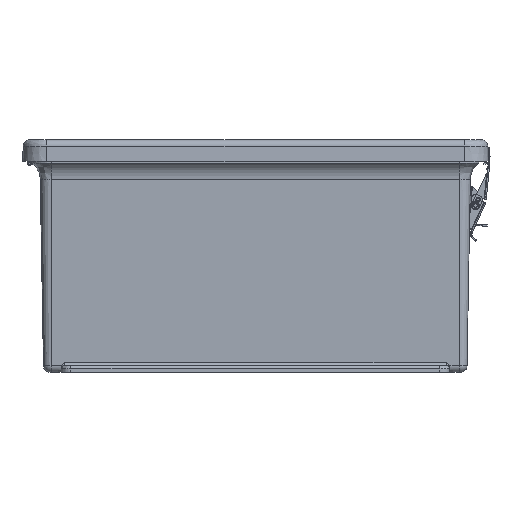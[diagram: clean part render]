
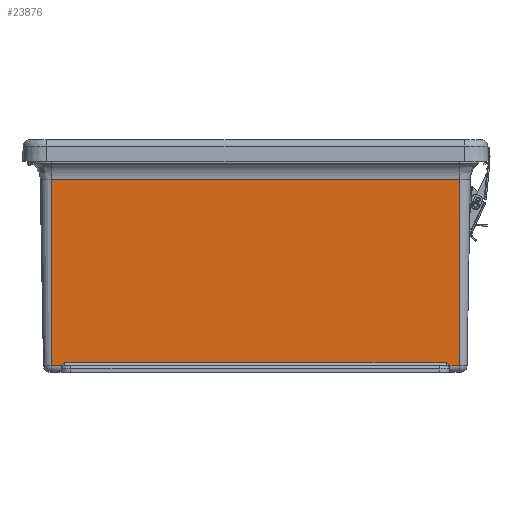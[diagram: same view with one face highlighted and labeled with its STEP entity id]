
A CAD part, front view. The second image highlights one B-rep face of the part: STEP entity #23876.
In plain terms, the highlighted planar face has unit normal (0, -1, -0.018).
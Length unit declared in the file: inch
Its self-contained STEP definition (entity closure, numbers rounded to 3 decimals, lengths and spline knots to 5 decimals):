
#259 = EDGE_LOOP ( 'NONE', ( #36943, #39270, #5767, #4151, #49947, #2422, #35667, #7591 ) ) ;
#1486 = DIRECTION ( 'NONE',  ( 1., 0., 0. ) ) ;
#2422 = ORIENTED_EDGE ( 'NONE', *, *, #30615, .F. ) ;
#3691 = CARTESIAN_POINT ( 'NONE',  ( -7.30371, -10.04364, -8.24232 ) ) ;
#3726 = DIRECTION ( 'NONE',  ( -1., 0., 0. ) ) ;
#3891 = CARTESIAN_POINT ( 'NONE',  ( -7.29702, -10.04377, -8.23466 ) ) ;
#3939 = PLANE ( 'NONE',  #56084 ) ;
#4089 = CARTESIAN_POINT ( 'NONE',  ( -7.3486, -10.04253, -8.30562 ) ) ;
#4151 = ORIENTED_EDGE ( 'NONE', *, *, #59188, .T. ) ;
#4344 = B_SPLINE_CURVE_WITH_KNOTS ( 'NONE', 3,
 ( #55160, #4089, #36226, #60243, #13724, #46049, #59842, #40931, #31939, #26847, #12953, #3691, #3891, #36812, #8641, #46434, #59462, #31560, #41501, #45639, #41309, #13341, #18053, #56567 ),
 .UNSPECIFIED., .F., .F.,
 ( 4, 1, 1, 1, 1, 1, 1, 2, 2, 1, 1, 1, 1, 1, 1, 2, 2, 4 ),
 ( 0., 0.25, 0.375, 0.4375, 0.46875, 0.48438, 0.49219, 0.49609, 0.5, 0.625, 0.6875, 0.71875, 0.73438, 0.74219, 0.74609, 0.74805, 0.75, 1. ),
 .UNSPECIFIED. ) ;
#4454 = CARTESIAN_POINT ( 'NONE',  ( 7.24939, -10.04463, -8.18532 ) ) ;
#5767 = ORIENTED_EDGE ( 'NONE', *, *, #37566, .F. ) ;
#6155 = LINE ( 'NONE', #34144, #34663 ) ;
#6601 = CARTESIAN_POINT ( 'NONE',  ( 7.74998, -10.16606, -1.22854 ) ) ;
#7591 = ORIENTED_EDGE ( 'NONE', *, *, #46088, .T. ) ;
#8006 = CARTESIAN_POINT ( 'NONE',  ( 7.27829, -10.04412, -8.2146 ) ) ;
#8493 = CARTESIAN_POINT ( 'NONE',  ( -7.74998, -10.04234, -8.31686 ) ) ;
#8592 = CARTESIAN_POINT ( 'NONE',  ( 7.32786, -10.04314, -8.27114 ) ) ;
#8641 = CARTESIAN_POINT ( 'NONE',  ( -7.2835, -10.04403, -8.22006 ) ) ;
#9467 = DIRECTION ( 'NONE',  ( -1., 0., 0. ) ) ;
#11655 = CARTESIAN_POINT ( 'NONE',  ( -7.35394, -10.04234, -8.31686 ) ) ;
#12513 = CARTESIAN_POINT ( 'NONE',  ( 7.29215, -10.04387, -8.22928 ) ) ;
#12770 = VERTEX_POINT ( 'NONE', #30784 ) ;
#12953 = CARTESIAN_POINT ( 'NONE',  ( -7.30789, -10.04355, -8.24732 ) ) ;
#12975 = EDGE_CURVE ( 'NONE', #49440, #23913, #46421, .T. ) ;
#13098 = CARTESIAN_POINT ( 'NONE',  ( 7.3003, -10.04371, -8.23845 ) ) ;
#13341 = CARTESIAN_POINT ( 'NONE',  ( -7.27236, -10.04423, -8.20842 ) ) ;
#13724 = CARTESIAN_POINT ( 'NONE',  ( -7.3163, -10.04337, -8.25762 ) ) ;
#14067 = VERTEX_POINT ( 'NONE', #23579 ) ;
#16579 = CARTESIAN_POINT ( 'NONE',  ( 7.27238, -10.04423, -8.2085 ) ) ;
#18053 = CARTESIAN_POINT ( 'NONE',  ( -7.26261, -10.0444, -8.19854 ) ) ;
#19613 = DIRECTION ( 'NONE',  ( 0., -0.017, 1. ) ) ;
#21300 = CARTESIAN_POINT ( 'NONE',  ( 7.27794, -10.04413, -8.21423 ) ) ;
#21707 = CARTESIAN_POINT ( 'NONE',  ( 7.27855, -10.04412, -8.21487 ) ) ;
#22119 = CARTESIAN_POINT ( 'NONE',  ( 7.34325, -10.04273, -8.29437 ) ) ;
#23579 = CARTESIAN_POINT ( 'NONE',  ( -7.74998, -10.16606, -1.22854 ) ) ;
#23876 = ADVANCED_FACE ( 'NONE', ( #26838 ), #3939, .T. ) ;
#23913 = VERTEX_POINT ( 'NONE', #8493 ) ;
#24035 = CARTESIAN_POINT ( 'NONE',  ( -7.74998, -10.04463, -8.18532 ) ) ;
#26087 = CARTESIAN_POINT ( 'NONE',  ( 7.74998, -10.18745, -0.00327 ) ) ;
#26387 = CARTESIAN_POINT ( 'NONE',  ( 7.26461, -10.04437, -8.20058 ) ) ;
#26799 = CARTESIAN_POINT ( 'NONE',  ( 7.30687, -10.04357, -8.2461 ) ) ;
#26838 = FACE_OUTER_BOUND ( 'NONE', #259, .T. ) ;
#26847 = CARTESIAN_POINT ( 'NONE',  ( -7.30808, -10.04355, -8.24754 ) ) ;
#26880 = VERTEX_POINT ( 'NONE', #44663 ) ;
#26993 = CARTESIAN_POINT ( 'NONE',  ( 7.30597, -10.04359, -8.24503 ) ) ;
#27343 = VECTOR ( 'NONE', #35655, 39.37008 ) ;
#27669 = EDGE_CURVE ( 'NONE', #57484, #12770, #50207, .T. ) ;
#28801 = LINE ( 'NONE', #26087, #27343 ) ;
#30615 = EDGE_CURVE ( 'NONE', #23913, #14067, #39849, .T. ) ;
#30784 = CARTESIAN_POINT ( 'NONE',  ( 7.35394, -10.04234, -8.31686 ) ) ;
#31560 = CARTESIAN_POINT ( 'NONE',  ( -7.27926, -10.0441, -8.21561 ) ) ;
#31939 = CARTESIAN_POINT ( 'NONE',  ( -7.30839, -10.04354, -8.24792 ) ) ;
#34144 = CARTESIAN_POINT ( 'NONE',  ( -7.74998, -10.16606, -1.22854 ) ) ;
#34663 = VECTOR ( 'NONE', #52684, 39.37008 ) ;
#35655 = DIRECTION ( 'NONE',  ( 0., -0.017, 1. ) ) ;
#35667 = ORIENTED_EDGE ( 'NONE', *, *, #12975, .F. ) ;
#36176 = CARTESIAN_POINT ( 'NONE',  ( 7.30761, -10.04356, -8.24698 ) ) ;
#36226 = CARTESIAN_POINT ( 'NONE',  ( -7.33882, -10.04283, -8.28848 ) ) ;
#36659 = DIRECTION ( 'NONE',  ( 0., -1., -0.017 ) ) ;
#36812 = CARTESIAN_POINT ( 'NONE',  ( -7.28818, -10.04394, -8.22504 ) ) ;
#36943 = ORIENTED_EDGE ( 'NONE', *, *, #48143, .T. ) ;
#37566 = EDGE_CURVE ( 'NONE', #26880, #12770, #54419, .T. ) ;
#39270 = ORIENTED_EDGE ( 'NONE', *, *, #27669, .T. ) ;
#39849 = LINE ( 'NONE', #52846, #55817 ) ;
#40292 = CARTESIAN_POINT ( 'NONE',  ( 7.256, -10.04452, -8.19192 ) ) ;
#40462 = VERTEX_POINT ( 'NONE', #6601 ) ;
#40485 = CARTESIAN_POINT ( 'NONE',  ( 7.28428, -10.04401, -8.22084 ) ) ;
#40882 = CARTESIAN_POINT ( 'NONE',  ( 7.30726, -10.04356, -8.24656 ) ) ;
#40931 = CARTESIAN_POINT ( 'NONE',  ( -7.30886, -10.04353, -8.24848 ) ) ;
#41309 = CARTESIAN_POINT ( 'NONE',  ( -7.27869, -10.04411, -8.21501 ) ) ;
#41501 = CARTESIAN_POINT ( 'NONE',  ( -7.27899, -10.04411, -8.21533 ) ) ;
#41875 = VECTOR ( 'NONE', #1486, 39.37008 ) ;
#44585 = CARTESIAN_POINT ( 'NONE',  ( 7.24939, -10.04463, -8.18532 ) ) ;
#44663 = CARTESIAN_POINT ( 'NONE',  ( 7.74998, -10.04234, -8.31686 ) ) ;
#44999 = CARTESIAN_POINT ( 'NONE',  ( 7.27722, -10.04414, -8.21348 ) ) ;
#45639 = CARTESIAN_POINT ( 'NONE',  ( -7.27882, -10.04411, -8.21515 ) ) ;
#45989 = CARTESIAN_POINT ( 'NONE',  ( 7.30751, -10.04356, -8.24686 ) ) ;
#46049 = CARTESIAN_POINT ( 'NONE',  ( -7.3121, -10.04346, -8.2524 ) ) ;
#46088 = EDGE_CURVE ( 'NONE', #49440, #53827, #4344, .T. ) ;
#46421 = LINE ( 'NONE', #56006, #53696 ) ;
#46434 = CARTESIAN_POINT ( 'NONE',  ( -7.28109, -10.04407, -8.21752 ) ) ;
#47123 = VECTOR ( 'NONE', #3726, 39.37008 ) ;
#48143 = EDGE_CURVE ( 'NONE', #53827, #57484, #49959, .T. ) ;
#49284 = CARTESIAN_POINT ( 'NONE',  ( 7.2757, -10.04417, -8.21191 ) ) ;
#49440 = VERTEX_POINT ( 'NONE', #11655 ) ;
#49679 = CARTESIAN_POINT ( 'NONE',  ( 7.27854, -10.04412, -8.21486 ) ) ;
#49947 = ORIENTED_EDGE ( 'NONE', *, *, #52281, .T. ) ;
#49959 = LINE ( 'NONE', #24035, #41875 ) ;
#50083 = CARTESIAN_POINT ( 'NONE',  ( 7.35394, -10.04234, -8.31686 ) ) ;
#50207 = B_SPLINE_CURVE_WITH_KNOTS ( 'NONE', 3,
 ( #44585, #40292, #26387, #16579, #49284, #44999, #21300, #8006, #53920, #49679, #21707, #40485, #12513, #13098, #55307, #26993, #26799, #40882, #45989, #36176, #8592, #22119, #50083 ),
 .UNSPECIFIED., .F., .F.,
 ( 4, 1, 1, 1, 1, 1, 1, 2, 2, 1, 1, 1, 1, 1, 2, 2, 4 ),
 ( 0., 0.125, 0.1875, 0.21875, 0.23438, 0.24219, 0.24609, 0.24805, 0.25, 0.375, 0.4375, 0.46875, 0.48438, 0.49219, 0.49609, 0.5, 1. ),
 .UNSPECIFIED. ) ;
#51049 = CARTESIAN_POINT ( 'NONE',  ( -7.24939, -10.04463, -8.18532 ) ) ;
#52281 = EDGE_CURVE ( 'NONE', #40462, #14067, #6155, .T. ) ;
#52684 = DIRECTION ( 'NONE',  ( -1., 0., 0. ) ) ;
#52846 = CARTESIAN_POINT ( 'NONE',  ( -7.74998, -10.18745, -0.00327 ) ) ;
#53696 = VECTOR ( 'NONE', #9467, 39.37008 ) ;
#53827 = VERTEX_POINT ( 'NONE', #51049 ) ;
#53920 = CARTESIAN_POINT ( 'NONE',  ( 7.27844, -10.04412, -8.21476 ) ) ;
#54419 = LINE ( 'NONE', #59099, #47123 ) ;
#55160 = CARTESIAN_POINT ( 'NONE',  ( -7.35394, -10.04234, -8.31686 ) ) ;
#55307 = CARTESIAN_POINT ( 'NONE',  ( 7.30412, -10.04363, -8.24286 ) ) ;
#55809 = CARTESIAN_POINT ( 'NONE',  ( -7.74998, -10.18745, -0.00327 ) ) ;
#55817 = VECTOR ( 'NONE', #19613, 39.37008 ) ;
#56006 = CARTESIAN_POINT ( 'NONE',  ( -3.87499, -10.04234, -8.31686 ) ) ;
#56084 = AXIS2_PLACEMENT_3D ( 'NONE', #55809, #36659, #60290 ) ;
#56567 = CARTESIAN_POINT ( 'NONE',  ( -7.24939, -10.04463, -8.18532 ) ) ;
#57484 = VERTEX_POINT ( 'NONE', #4454 ) ;
#59099 = CARTESIAN_POINT ( 'NONE',  ( -3.87499, -10.04234, -8.31686 ) ) ;
#59188 = EDGE_CURVE ( 'NONE', #26880, #40462, #28801, .T. ) ;
#59462 = CARTESIAN_POINT ( 'NONE',  ( -7.27987, -10.04409, -8.21625 ) ) ;
#59842 = CARTESIAN_POINT ( 'NONE',  ( -7.30995, -10.04351, -8.24979 ) ) ;
#60243 = CARTESIAN_POINT ( 'NONE',  ( -7.32432, -10.04319, -8.26799 ) ) ;
#60290 = DIRECTION ( 'NONE',  ( 0., -0.017, 1. ) ) ;
